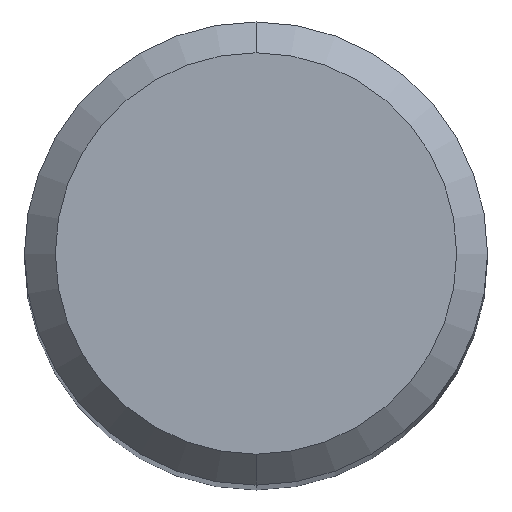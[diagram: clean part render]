
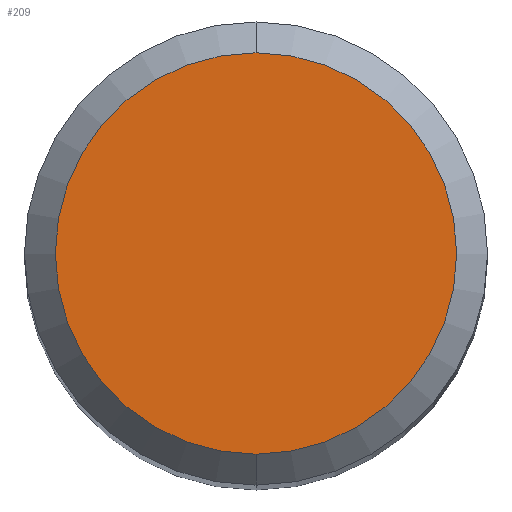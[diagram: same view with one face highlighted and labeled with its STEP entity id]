
A CAD part, top view. The second image highlights one B-rep face of the part: STEP entity #209.
In plain terms, the highlighted planar face has unit normal (0, 0, 1).
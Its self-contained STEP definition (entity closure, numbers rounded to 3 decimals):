
#137=EDGE_CURVE('',#221,#205,#292,.T.);
#197=EDGE_CURVE('',#205,#221,#362,.T.);
#205=VERTEX_POINT('',#370);
#209=ADVANCED_FACE('',(#374),#375,.T.);
#221=VERTEX_POINT('',#389);
#292=CIRCLE('',#467,2.6);
#362=CIRCLE('',#555,2.6);
#370=CARTESIAN_POINT('',(0.0,2.6,0.0));
#374=FACE_OUTER_BOUND('',#570,.T.);
#375=PLANE('',#571);
#389=CARTESIAN_POINT('',(0.,-2.6,0.0));
#467=AXIS2_PLACEMENT_3D('',#652,#653,#654);
#555=AXIS2_PLACEMENT_3D('',#752,#753,#754);
#570=EDGE_LOOP('',(#765,#766));
#571=AXIS2_PLACEMENT_3D('',#767,#768,#769);
#652=CARTESIAN_POINT('',(0.0,0.0,0.0));
#653=DIRECTION('',(0.0,0.0,-1.0));
#654=DIRECTION('',(0.0,1.0,0.0));
#752=CARTESIAN_POINT('',(0.0,0.0,0.0));
#753=DIRECTION('',(0.0,0.0,-1.0));
#754=DIRECTION('',(0.0,1.0,0.0));
#765=ORIENTED_EDGE('',*,*,#197,.F.);
#766=ORIENTED_EDGE('',*,*,#137,.F.);
#767=CARTESIAN_POINT('',(0.0,1.3,0.0));
#768=DIRECTION('',(-0.0,0.0,1.0));
#769=DIRECTION('',(0.0,-1.0,0.0));
